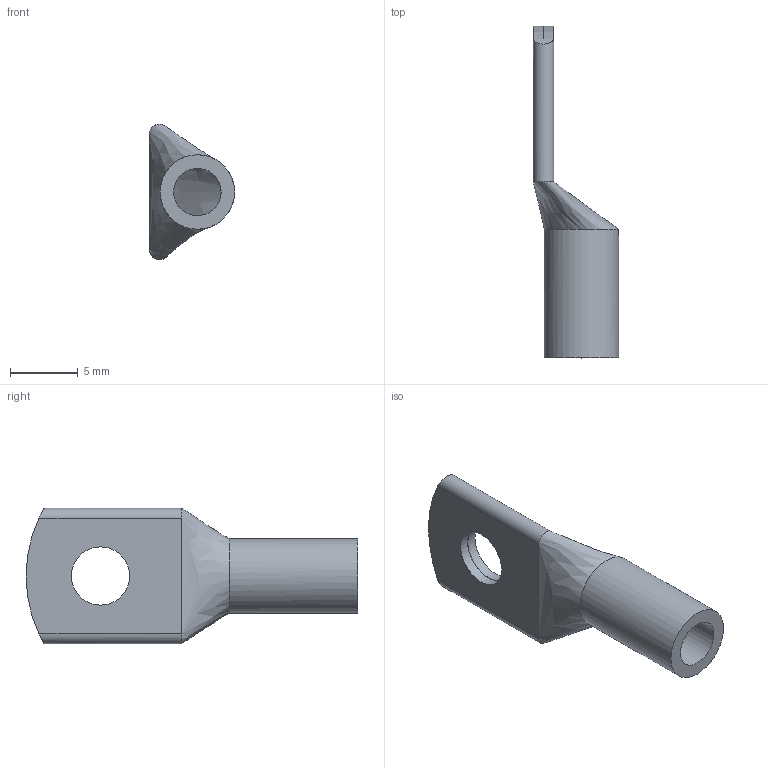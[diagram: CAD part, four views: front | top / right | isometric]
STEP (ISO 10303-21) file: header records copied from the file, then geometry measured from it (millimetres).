
FILE_DESCRIPTION(/* description */ ('Unknown'),/* implementation_level */ '2;1');
FILE_NAME(/* name */ '5580406',/* time_stamp */ '2020-03-11T10:25:01+01:00',/* author */ ('Unknown'),/* organization */ ('Unknown'),/* preprocessor_version */ 'ST-DEVELOPER v16.7',/* originating_system */ 'DEX',/* authorisation */ $);
FILE_SCHEMA (('AUTOMOTIVE_DESIGN {1 0 10303 214 3 1 1}'));
Length unit declared in the file: millimetre
Products named in the file (1): 5580406
Bounding box: 6.3 x 24.5 x 10 mm (x, y, z)
Volume: 319.4 mm3; surface area: 830.9 mm2
Topology: 1 solids, 1 shells, 16 faces, 65 edges, 51 vertices
Faces by surface type: cylinder 9, plane 5, bspline 2
Full cylindrical faces by diameter (mm): 3.5 x1, 4.3 x2, 5.5 x1
Entity records: 1086 total; most frequent: CARTESIAN_POINT 575, ORIENTED_EDGE 110, DIRECTION 78, EDGE_CURVE 55, VERTEX_POINT 47, AXIS2_PLACEMENT_3D 34, EDGE_LOOP 28, FACE_BOUND 28
